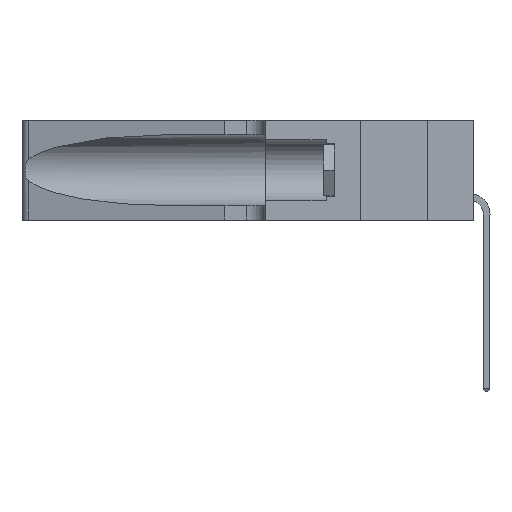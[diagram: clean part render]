
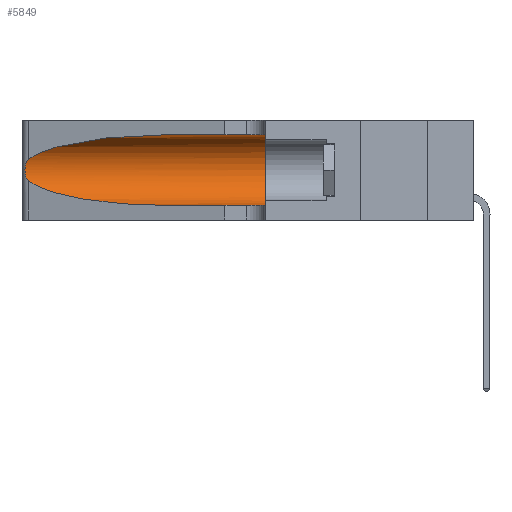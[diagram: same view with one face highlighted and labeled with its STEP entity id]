
A CAD part, left-side view. The second image highlights one B-rep face of the part: STEP entity #5849.
In plain terms, the highlighted cylindrical face has radius 3.308 mm (diameter 6.617 mm), a partial arc.
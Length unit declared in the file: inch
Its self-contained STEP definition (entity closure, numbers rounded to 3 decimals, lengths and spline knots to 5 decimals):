
#123 = CARTESIAN_POINT ( 'NONE',  ( 0.1305, 0.35, 0.185 ) ) ;
#727 = CARTESIAN_POINT ( 'NONE',  ( 0.26075, 1.23896, 0.178 ) ) ;
#1093 = ORIENTED_EDGE ( 'NONE', *, *, #27220, .T. ) ;
#1137 = AXIS2_PLACEMENT_3D ( 'NONE', #123, #15466, #8941 ) ;
#1817 = ORIENTED_EDGE ( 'NONE', *, *, #24959, .T. ) ;
#1876 = EDGE_CURVE ( 'NONE', #21431, #13420, #18105, .T. ) ;
#3729 = ORIENTED_EDGE ( 'NONE', *, *, #1876, .T. ) ;
#3945 = CARTESIAN_POINT ( 'NONE',  ( 0.25487, 1.22718, 0.22369 ) ) ;
#4952 = CARTESIAN_POINT ( 'NONE',  ( 0.25854, 1.2359, 0.20912 ) ) ;
#5458 = CARTESIAN_POINT ( 'NONE',  ( 0.1305, 0.35, 0.05475 ) ) ;
#5849 = ADVANCED_FACE ( 'NONE', ( #19369 ), #17988, .F. ) ;
#6847 = CARTESIAN_POINT ( 'NONE',  ( 0.2373, 1.15595, 0.08982 ) ) ;
#6850 = DIRECTION ( 'NONE',  ( 0., -1., 0. ) ) ;
#8941 = DIRECTION ( 'NONE',  ( 0., 0., 1. ) ) ;
#9209 = CARTESIAN_POINT ( 'NONE',  ( 0.25487, 1.22718, 0.14631 ) ) ;
#9554 = VERTEX_POINT ( 'NONE', #11141 ) ;
#9644 = CARTESIAN_POINT ( 'NONE',  ( 0.25639, 1.23184, 0.21858 ) ) ;
#10443 = CARTESIAN_POINT ( 'NONE',  ( 0.18966, 0.96281, 0.31525 ) ) ;
#10482 = VECTOR ( 'NONE', #6850, 39.37008 ) ;
#10685 = DIRECTION ( 'NONE',  ( 0., -1., 0. ) ) ;
#11141 = CARTESIAN_POINT ( 'NONE',  ( 0.25487, 1.22718, 0.14631 ) ) ;
#11558 = CARTESIAN_POINT ( 'NONE',  ( 0.26075, 1.23896, 0.19203 ) ) ;
#11746 = CARTESIAN_POINT ( 'NONE',  ( 0.26018, 1.23835, 0.19895 ) ) ;
#12478 = CARTESIAN_POINT ( 'NONE',  ( 0.25487, 1.22718, 0.22369 ) ) ;
#12740 = CARTESIAN_POINT ( 'NONE',  ( 0.2373, 1.15595, 0.28018 ) ) ;
#13420 = VERTEX_POINT ( 'NONE', #12478 ) ;
#13421 = CARTESIAN_POINT ( 'NONE',  ( 0.18966, 0.96281, 0.05475 ) ) ;
#13572 = CARTESIAN_POINT ( 'NONE',  ( 0.25487, 1.22718, 0.14631 ) ) ;
#13762 = CARTESIAN_POINT ( 'NONE',  ( 0.25787, 1.23484, 0.2124 ) ) ;
#13863 = CARTESIAN_POINT ( 'NONE',  ( 0.25555, 1.22994, 0.2215 ) ) ;
#13884 = CARTESIAN_POINT ( 'NONE',  ( 0.1305, 0.72297, 0.31525 ) ) ;
#14417 =( BOUNDED_CURVE ( )  B_SPLINE_CURVE ( 3, ( #9209, #6847, #13421, #15645 ),
 .UNSPECIFIED., .F., .T. ) 
 B_SPLINE_CURVE_WITH_KNOTS ( ( 4, 4 ),
 ( 3.44316, 4.71239 ),
 .UNSPECIFIED. ) 
 CURVE ( )  GEOMETRIC_REPRESENTATION_ITEM ( )  RATIONAL_B_SPLINE_CURVE ( ( 1., 0.87, 0.87, 1. ) ) 
 REPRESENTATION_ITEM ( '' )  );
#14564 = VECTOR ( 'NONE', #22137, 39.37008 ) ;
#14614 = LINE ( 'NONE', #26720, #10482 ) ;
#14699 = ORIENTED_EDGE ( 'NONE', *, *, #19485, .T. ) ;
#14994 = CARTESIAN_POINT ( 'NONE',  ( 0.1305, 0.72297, 0.31525 ) ) ;
#15421 = ORIENTED_EDGE ( 'NONE', *, *, #24396, .F. ) ;
#15466 = DIRECTION ( 'NONE',  ( 0., 1., 0. ) ) ;
#15645 = CARTESIAN_POINT ( 'NONE',  ( 0.1305, 0.72297, 0.05475 ) ) ;
#17347 = DIRECTION ( 'NONE',  ( 0., 0., -1. ) ) ;
#17988 = CYLINDRICAL_SURFACE ( 'NONE', #18358, 0.13025 ) ;
#18105 =( BOUNDED_CURVE ( )  B_SPLINE_CURVE ( 3, ( #13884, #10443, #12740, #3945 ),
 .UNSPECIFIED., .F., .F. ) 
 B_SPLINE_CURVE_WITH_KNOTS ( ( 4, 4 ),
 ( 1.5708, 2.84003 ),
 .UNSPECIFIED. ) 
 CURVE ( )  GEOMETRIC_REPRESENTATION_ITEM ( )  RATIONAL_B_SPLINE_CURVE ( ( 1., 0.87, 0.87, 1. ) ) 
 REPRESENTATION_ITEM ( '' )  );
#18358 = AXIS2_PLACEMENT_3D ( 'NONE', #19600, #10685, #17347 ) ;
#18432 = EDGE_CURVE ( 'NONE', #25436, #27862, #19541, .T. ) ;
#19369 = FACE_OUTER_BOUND ( 'NONE', #21056, .T. ) ;
#19485 = EDGE_CURVE ( 'NONE', #13420, #9554, #22874, .T. ) ;
#19541 = CIRCLE ( 'NONE', #1137, 0.13025 ) ;
#19600 = CARTESIAN_POINT ( 'NONE',  ( 0.1305, 1.61858, 0.185 ) ) ;
#19643 = CARTESIAN_POINT ( 'NONE',  ( 0.1305, 1.61858, 0.05475 ) ) ;
#20477 = CARTESIAN_POINT ( 'NONE',  ( 0.25856, 1.23593, 0.16098 ) ) ;
#20575 = CARTESIAN_POINT ( 'NONE',  ( 0.25639, 1.23186, 0.15144 ) ) ;
#21056 = EDGE_LOOP ( 'NONE', ( #3729, #14699, #1093, #1817, #24679, #15421 ) ) ;
#21072 = LINE ( 'NONE', #19643, #14564 ) ;
#21431 = VERTEX_POINT ( 'NONE', #14994 ) ;
#22024 = VERTEX_POINT ( 'NONE', #25670 ) ;
#22137 = DIRECTION ( 'NONE',  ( 0., -1., 0. ) ) ;
#22810 = CARTESIAN_POINT ( 'NONE',  ( 0.25555, 1.22993, 0.14849 ) ) ;
#22874 = B_SPLINE_CURVE_WITH_KNOTS ( 'NONE', 3,
 ( #27051, #13863, #9644, #13762, #4952, #11746, #11558, #727, #26950, #20477, #24958, #20575, #22810, #13572 ),
 .UNSPECIFIED., .F., .F.,
 ( 4, 2, 2, 2, 2, 2, 4 ),
 ( 0., 0.00027, 0.00053, 0.00107, 0.0016, 0.00187, 0.00214 ),
 .UNSPECIFIED. ) ;
#23159 = CARTESIAN_POINT ( 'NONE',  ( 0.1305, 0.35, 0.31525 ) ) ;
#24396 = EDGE_CURVE ( 'NONE', #21431, #25436, #14614, .T. ) ;
#24679 = ORIENTED_EDGE ( 'NONE', *, *, #18432, .F. ) ;
#24958 = CARTESIAN_POINT ( 'NONE',  ( 0.25789, 1.23486, 0.15765 ) ) ;
#24959 = EDGE_CURVE ( 'NONE', #22024, #27862, #21072, .T. ) ;
#25436 = VERTEX_POINT ( 'NONE', #23159 ) ;
#25670 = CARTESIAN_POINT ( 'NONE',  ( 0.1305, 0.72297, 0.05475 ) ) ;
#26720 = CARTESIAN_POINT ( 'NONE',  ( 0.1305, 1.61858, 0.31525 ) ) ;
#26950 = CARTESIAN_POINT ( 'NONE',  ( 0.26017, 1.23833, 0.17102 ) ) ;
#27051 = CARTESIAN_POINT ( 'NONE',  ( 0.25487, 1.22718, 0.22369 ) ) ;
#27220 = EDGE_CURVE ( 'NONE', #9554, #22024, #14417, .T. ) ;
#27862 = VERTEX_POINT ( 'NONE', #5458 ) ;
